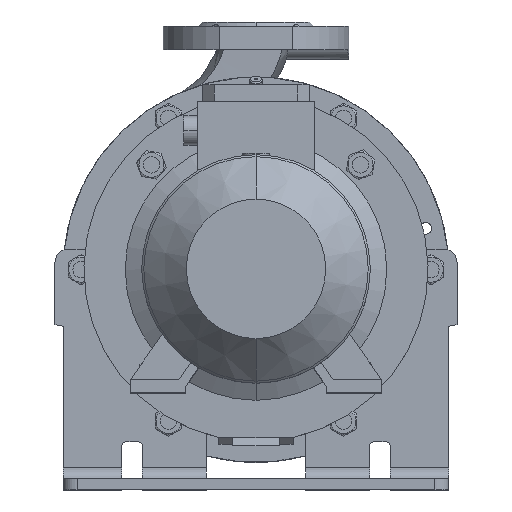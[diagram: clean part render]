
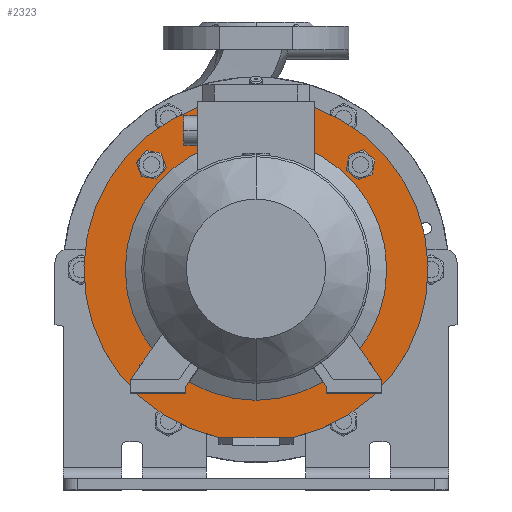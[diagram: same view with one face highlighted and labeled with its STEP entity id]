
A CAD part, top view. The second image highlights one B-rep face of the part: STEP entity #2323.
In plain terms, the highlighted planar face has unit normal (0, 0, 1).
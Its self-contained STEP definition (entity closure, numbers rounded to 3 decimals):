
#207 = CARTESIAN_POINT ( 'NONE',  ( 0., 0., 172. ) ) ;
#728 = VERTEX_POINT ( 'NONE', #36781 ) ;
#747 = ORIENTED_EDGE ( 'NONE', *, *, #7263, .T. ) ;
#785 = CARTESIAN_POINT ( 'NONE',  ( -76.014, -76.014, 172. ) ) ;
#809 = CARTESIAN_POINT ( 'NONE',  ( 67.126, -74.447, 172. ) ) ;
#850 = DIRECTION ( 'NONE',  ( 0., 0., 1. ) ) ;
#1095 = FACE_BOUND ( 'NONE', #24544, .T. ) ;
#1219 = DIRECTION ( 'NONE',  ( 0., 0., -1. ) ) ;
#1935 = VERTEX_POINT ( 'NONE', #46407 ) ;
#2266 = DIRECTION ( 'NONE',  ( 0., -1., 0. ) ) ;
#2323 = ADVANCED_FACE ( 'NONE', ( #1095, #8462, #5108, #25474, #51083, #20001 ), #9674, .T. ) ;
#2337 = AXIS2_PLACEMENT_3D ( 'NONE', #785, #35204, #51922 ) ;
#3846 = ORIENTED_EDGE ( 'NONE', *, *, #12179, .T. ) ;
#4621 = EDGE_LOOP ( 'NONE', ( #27288, #27981 ) ) ;
#4667 = DIRECTION ( 'NONE',  ( 0., 0., 1. ) ) ;
#4881 = CARTESIAN_POINT ( 'NONE',  ( 76.014, -76.014, 172. ) ) ;
#5108 = FACE_BOUND ( 'NONE', #4621, .T. ) ;
#5569 = VERTEX_POINT ( 'NONE', #44073 ) ;
#5627 = VERTEX_POINT ( 'NONE', #17792 ) ;
#6184 = CIRCLE ( 'NONE', #2337, 9.025 ) ;
#7263 = EDGE_CURVE ( 'NONE', #45805, #728, #21541, .T. ) ;
#7642 = CARTESIAN_POINT ( 'NONE',  ( -76.014, -76.014, 172. ) ) ;
#7879 = ORIENTED_EDGE ( 'NONE', *, *, #14492, .T. ) ;
#8462 = FACE_BOUND ( 'NONE', #26277, .T. ) ;
#8572 = AXIS2_PLACEMENT_3D ( 'NONE', #23907, #28797, #19489 ) ;
#8810 = CARTESIAN_POINT ( 'NONE',  ( -76.014, 76.014, 172. ) ) ;
#8905 = VERTEX_POINT ( 'NONE', #27418 ) ;
#9478 = CARTESIAN_POINT ( 'NONE',  ( 0., 0., 172. ) ) ;
#9674 = PLANE ( 'NONE',  #32882 ) ;
#10344 = VERTEX_POINT ( 'NONE', #16028 ) ;
#11798 = CIRCLE ( 'NONE', #40145, 95. ) ;
#12011 = EDGE_LOOP ( 'NONE', ( #3846, #20537 ) ) ;
#12179 = EDGE_CURVE ( 'NONE', #5569, #10344, #11798, .T. ) ;
#14492 = EDGE_CURVE ( 'NONE', #36341, #20543, #18314, .T. ) ;
#15724 = CIRCLE ( 'NONE', #18892, 9.025 ) ;
#15910 = EDGE_CURVE ( 'NONE', #48229, #8905, #46650, .T. ) ;
#16028 = CARTESIAN_POINT ( 'NONE',  ( 0., -95., 172. ) ) ;
#16321 = LINE ( 'NONE', #28320, #23813 ) ;
#17064 = ORIENTED_EDGE ( 'NONE', *, *, #25986, .F. ) ;
#17792 = CARTESIAN_POINT ( 'NONE',  ( 0., 125., 172. ) ) ;
#17951 = DIRECTION ( 'NONE',  ( 0., 0., -1. ) ) ;
#18314 = CIRCLE ( 'NONE', #23506, 9.025 ) ;
#18759 = DIRECTION ( 'NONE',  ( 0., -1., 0. ) ) ;
#18892 = AXIS2_PLACEMENT_3D ( 'NONE', #28086, #40915, #27709 ) ;
#19122 = AXIS2_PLACEMENT_3D ( 'NONE', #8810, #4667, #21351 ) ;
#19489 = DIRECTION ( 'NONE',  ( 0., 1., 0. ) ) ;
#20001 = FACE_BOUND ( 'NONE', #12011, .T. ) ;
#20040 = EDGE_CURVE ( 'NONE', #52627, #5627, #49646, .T. ) ;
#20422 = AXIS2_PLACEMENT_3D ( 'NONE', #4881, #17951, #52840 ) ;
#20537 = ORIENTED_EDGE ( 'NONE', *, *, #29786, .T. ) ;
#20543 = VERTEX_POINT ( 'NONE', #28272 ) ;
#20952 = AXIS2_PLACEMENT_3D ( 'NONE', #45390, #33138, #33316 ) ;
#21351 = DIRECTION ( 'NONE',  ( 0., -1., 0. ) ) ;
#21541 = CIRCLE ( 'NONE', #20422, 9.025 ) ;
#21718 = ORIENTED_EDGE ( 'NONE', *, *, #20040, .F. ) ;
#22784 = CARTESIAN_POINT ( 'NONE',  ( 0., 125., 172. ) ) ;
#23506 = AXIS2_PLACEMENT_3D ( 'NONE', #52917, #1219, #18759 ) ;
#23607 = DIRECTION ( 'NONE',  ( 1., 0., 0. ) ) ;
#23813 = VECTOR ( 'NONE', #23607, 1000. ) ;
#23907 = CARTESIAN_POINT ( 'NONE',  ( 0., 0., 172. ) ) ;
#24544 = EDGE_LOOP ( 'NONE', ( #51234, #7879 ) ) ;
#25069 = CARTESIAN_POINT ( 'NONE',  ( 77.581, 84.902, 172. ) ) ;
#25222 = AXIS2_PLACEMENT_3D ( 'NONE', #9478, #48255, #26043 ) ;
#25474 = FACE_BOUND ( 'NONE', #52961, .T. ) ;
#25602 = CIRCLE ( 'NONE', #8572, 125. ) ;
#25947 = CARTESIAN_POINT ( 'NONE',  ( -84.902, 77.581, 172. ) ) ;
#25986 = EDGE_CURVE ( 'NONE', #26330, #1935, #49872, .T. ) ;
#26043 = DIRECTION ( 'NONE',  ( 0., 1., 0. ) ) ;
#26079 = EDGE_CURVE ( 'NONE', #5627, #35491, #25602, .T. ) ;
#26277 = EDGE_LOOP ( 'NONE', ( #747, #52435 ) ) ;
#26330 = VERTEX_POINT ( 'NONE', #25947 ) ;
#26776 = CARTESIAN_POINT ( 'NONE',  ( -74.447, -67.126, 172. ) ) ;
#27288 = ORIENTED_EDGE ( 'NONE', *, *, #15910, .T. ) ;
#27418 = CARTESIAN_POINT ( 'NONE',  ( -77.581, -84.902, 172. ) ) ;
#27709 = DIRECTION ( 'NONE',  ( 0., -1., 0. ) ) ;
#27798 = CARTESIAN_POINT ( 'NONE',  ( 76.014, -76.014, 172. ) ) ;
#27981 = ORIENTED_EDGE ( 'NONE', *, *, #51784, .T. ) ;
#28086 = CARTESIAN_POINT ( 'NONE',  ( 76.014, 76.014, 172. ) ) ;
#28272 = CARTESIAN_POINT ( 'NONE',  ( 74.447, 67.126, 172. ) ) ;
#28320 = CARTESIAN_POINT ( 'NONE',  ( -125., -122., 172. ) ) ;
#28797 = DIRECTION ( 'NONE',  ( 0., 0., -1. ) ) ;
#28943 = DIRECTION ( 'NONE',  ( 0., 0., -1. ) ) ;
#29709 = CIRCLE ( 'NONE', #52161, 9.025 ) ;
#29786 = EDGE_CURVE ( 'NONE', #10344, #5569, #46769, .T. ) ;
#32882 = AXIS2_PLACEMENT_3D ( 'NONE', #22784, #850, #44872 ) ;
#33029 = EDGE_CURVE ( 'NONE', #1935, #26330, #51347, .T. ) ;
#33138 = DIRECTION ( 'NONE',  ( 0., 0., 1. ) ) ;
#33281 = DIRECTION ( 'NONE',  ( 0., 1., 0. ) ) ;
#33316 = DIRECTION ( 'NONE',  ( 0., -1., 0. ) ) ;
#33440 = DIRECTION ( 'NONE',  ( 0., 0., -1. ) ) ;
#33653 = ORIENTED_EDGE ( 'NONE', *, *, #33029, .F. ) ;
#34086 = EDGE_CURVE ( 'NONE', #20543, #36341, #15724, .T. ) ;
#34498 = EDGE_CURVE ( 'NONE', #52627, #35491, #16321, .T. ) ;
#35204 = DIRECTION ( 'NONE',  ( 0., 0., -1. ) ) ;
#35491 = VERTEX_POINT ( 'NONE', #54606 ) ;
#36341 = VERTEX_POINT ( 'NONE', #25069 ) ;
#36342 = ORIENTED_EDGE ( 'NONE', *, *, #26079, .F. ) ;
#36781 = CARTESIAN_POINT ( 'NONE',  ( 84.902, -77.581, 172. ) ) ;
#37824 = CARTESIAN_POINT ( 'NONE',  ( -27.221, -122., 172. ) ) ;
#38149 = DIRECTION ( 'NONE',  ( 0., -1., 0. ) ) ;
#38362 = CARTESIAN_POINT ( 'NONE',  ( 0., 0., 172. ) ) ;
#38438 = EDGE_LOOP ( 'NONE', ( #40509, #36342, #21718 ) ) ;
#40145 = AXIS2_PLACEMENT_3D ( 'NONE', #38362, #28943, #33281 ) ;
#40509 = ORIENTED_EDGE ( 'NONE', *, *, #34498, .T. ) ;
#40915 = DIRECTION ( 'NONE',  ( 0., 0., -1. ) ) ;
#41951 = AXIS2_PLACEMENT_3D ( 'NONE', #207, #43848, #52060 ) ;
#43848 = DIRECTION ( 'NONE',  ( 0., 0., -1. ) ) ;
#44073 = CARTESIAN_POINT ( 'NONE',  ( 0., 95., 172. ) ) ;
#44872 = DIRECTION ( 'NONE',  ( 0., -1., 0. ) ) ;
#45390 = CARTESIAN_POINT ( 'NONE',  ( -76.014, 76.014, 172. ) ) ;
#45532 = DIRECTION ( 'NONE',  ( 0., 0., -1. ) ) ;
#45805 = VERTEX_POINT ( 'NONE', #809 ) ;
#46407 = CARTESIAN_POINT ( 'NONE',  ( -67.126, 74.447, 172. ) ) ;
#46650 = CIRCLE ( 'NONE', #48117, 9.025 ) ;
#46769 = CIRCLE ( 'NONE', #25222, 95. ) ;
#48117 = AXIS2_PLACEMENT_3D ( 'NONE', #7642, #33440, #38149 ) ;
#48229 = VERTEX_POINT ( 'NONE', #26776 ) ;
#48255 = DIRECTION ( 'NONE',  ( 0., 0., -1. ) ) ;
#49646 = CIRCLE ( 'NONE', #41951, 125. ) ;
#49872 = CIRCLE ( 'NONE', #20952, 9.025 ) ;
#50706 = EDGE_CURVE ( 'NONE', #728, #45805, #29709, .T. ) ;
#51083 = FACE_OUTER_BOUND ( 'NONE', #38438, .T. ) ;
#51234 = ORIENTED_EDGE ( 'NONE', *, *, #34086, .T. ) ;
#51347 = CIRCLE ( 'NONE', #19122, 9.025 ) ;
#51784 = EDGE_CURVE ( 'NONE', #8905, #48229, #6184, .T. ) ;
#51922 = DIRECTION ( 'NONE',  ( 0., -1., 0. ) ) ;
#52060 = DIRECTION ( 'NONE',  ( 0., 1., 0. ) ) ;
#52161 = AXIS2_PLACEMENT_3D ( 'NONE', #27798, #45532, #2266 ) ;
#52435 = ORIENTED_EDGE ( 'NONE', *, *, #50706, .T. ) ;
#52627 = VERTEX_POINT ( 'NONE', #37824 ) ;
#52840 = DIRECTION ( 'NONE',  ( 0., -1., 0. ) ) ;
#52917 = CARTESIAN_POINT ( 'NONE',  ( 76.014, 76.014, 172. ) ) ;
#52961 = EDGE_LOOP ( 'NONE', ( #33653, #17064 ) ) ;
#54606 = CARTESIAN_POINT ( 'NONE',  ( 27.221, -122., 172. ) ) ;
